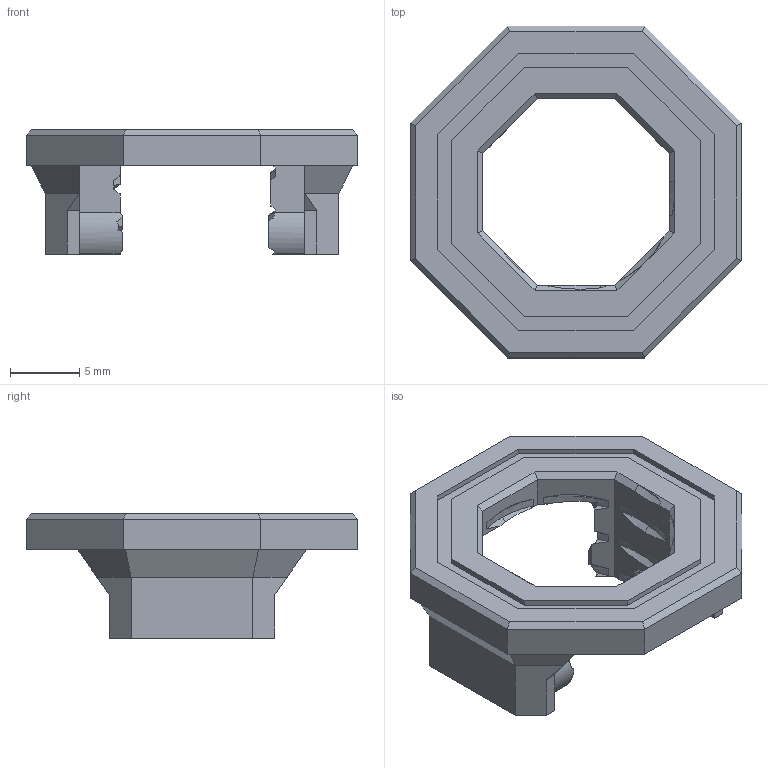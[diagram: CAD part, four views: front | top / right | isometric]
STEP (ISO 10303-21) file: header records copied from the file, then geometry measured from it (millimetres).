
FILE_DESCRIPTION(/* description */ (''),/* implementation_level */ '2;1');
FILE_NAME(/* name */ 'Permanent.step',/* time_stamp */ '2024-05-02T16:45:44-04:00',/* author */ (''),/* organization */ (''),/* preprocessor_version */ 'ST-DEVELOPER v20',/* originating_system */ 'Autodesk Translation Framework v12.20.1.177',/* authorisation */ '');
FILE_SCHEMA (('AUTOMOTIVE_DESIGN { 1 0 10303 214 3 1 1 }'));
Length unit declared in the file: millimetre
Products named in the file (1): Single
Bounding box: 24 x 24 x 9 mm (x, y, z)
Volume: 1346.1 mm3; surface area: 1452.9 mm2
Topology: 1 solids, 1 shells, 201 faces, 544 edges, 354 vertices
Faces by surface type: plane 106, bspline 64, cylinder 30, cone 1
Entity records: 7812 total; most frequent: CARTESIAN_POINT 3282, ORIENTED_EDGE 1088, DIRECTION 647, EDGE_CURVE 544, VERTEX_POINT 354, LINE 313, VECTOR 313, EDGE_LOOP 212
